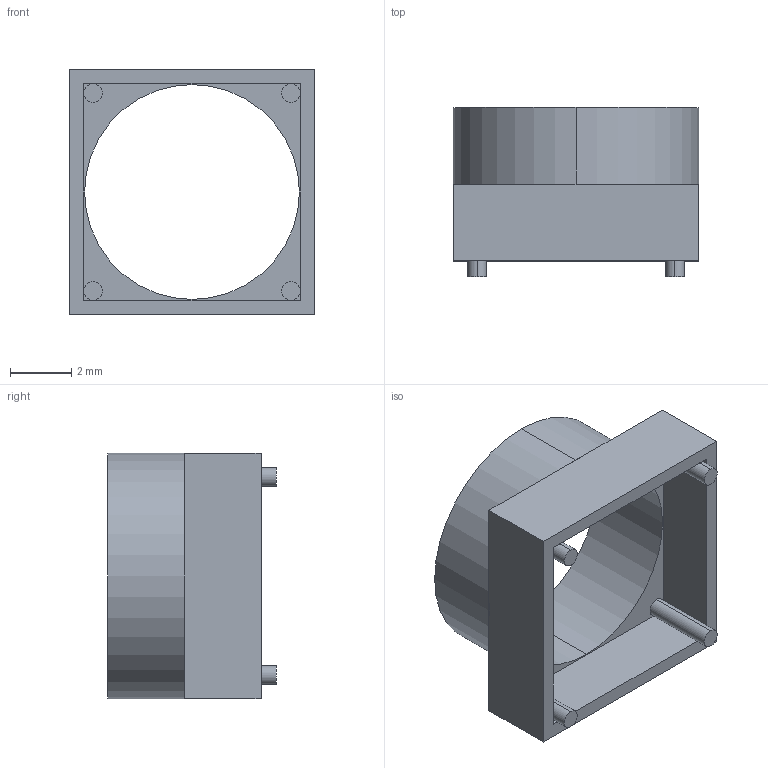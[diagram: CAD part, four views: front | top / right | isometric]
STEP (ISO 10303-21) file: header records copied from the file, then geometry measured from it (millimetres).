
FILE_DESCRIPTION (( 'STEP AP214' ), '1' );
FILE_NAME ('LensMount.STEP', '2018-10-24T23:40:05', ( '' ), ( '' ), 'SwSTEP 2.0', 'SolidWorks 2017', '' );
FILE_SCHEMA (( 'AUTOMOTIVE_DESIGN' ));
Length unit declared in the file: millimetre
Products named in the file (1): LensMount
Bounding box: 8 x 5.5 x 8 mm (x, y, z)
Volume: 73.6 mm3; surface area: 337.3 mm2
Topology: 5 solids, 5 shells, 35 faces, 66 edges, 42 vertices
Faces by surface type: plane 23, cylinder 12
Entity records: 952 total; most frequent: DIRECTION 164, CARTESIAN_POINT 144, ORIENTED_EDGE 132, EDGE_CURVE 66, AXIS2_PLACEMENT_3D 62, VERTEX_POINT 42, LINE 40, VECTOR 40
